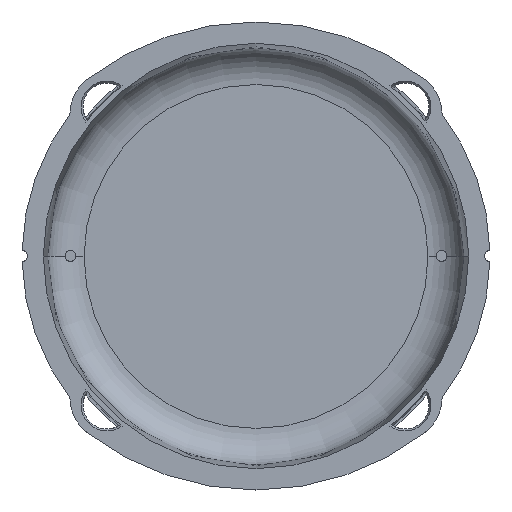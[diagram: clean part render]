
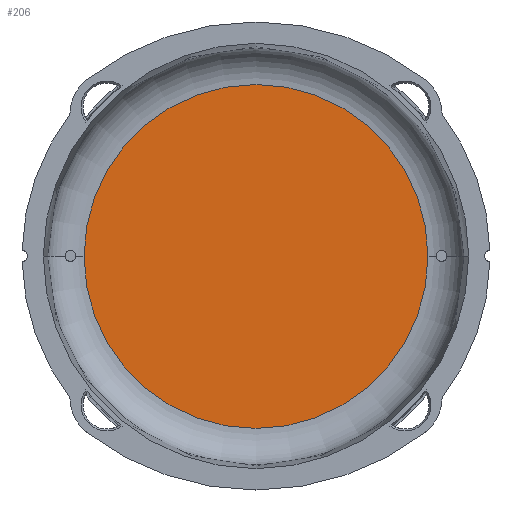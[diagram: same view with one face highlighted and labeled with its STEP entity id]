
A CAD part, top view. The second image highlights one B-rep face of the part: STEP entity #206.
In plain terms, the highlighted planar face has unit normal (0, 0, 1).
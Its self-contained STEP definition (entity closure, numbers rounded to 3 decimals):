
#186=AXIS2_PLACEMENT_3D('Plane Axis2P3D',#183,#184,#185) ;
#190=AXIS2_PLACEMENT_3D('Circle Axis2P3D',#188,#189,$) ;
#199=AXIS2_PLACEMENT_3D('Circle Axis2P3D',#197,#198,$) ;
#183=CARTESIAN_POINT('Axis2P3D Location',(0.,0.,-47.8)) ;
#188=CARTESIAN_POINT('Axis2P3D Location',(0.,0.,-47.8)) ;
#192=CARTESIAN_POINT('Vertex',(-30.578,0.,-47.8)) ;
#194=CARTESIAN_POINT('Vertex',(30.578,0.,-47.8)) ;
#197=CARTESIAN_POINT('Axis2P3D Location',(0.,0.,-47.8)) ;
#184=DIRECTION('Axis2P3D Direction',(0.,0.,1.)) ;
#185=DIRECTION('Axis2P3D XDirection',(1.,0.,0.)) ;
#189=DIRECTION('Axis2P3D Direction',(0.,0.,1.)) ;
#198=DIRECTION('Axis2P3D Direction',(0.,0.,1.)) ;
#203=ORIENTED_EDGE('',*,*,#196,.F.) ;
#204=ORIENTED_EDGE('',*,*,#201,.F.) ;
#206=ADVANCED_FACE('EG00760',(#205),#187,.T.) ;
#191=CIRCLE('generated circle',#190,30.578) ;
#200=CIRCLE('generated circle',#199,30.578) ;
#196=EDGE_CURVE('',#193,#195,#191,.F.) ;
#201=EDGE_CURVE('',#195,#193,#200,.F.) ;
#202=EDGE_LOOP('',(#203,#204)) ;
#205=FACE_OUTER_BOUND('',#202,.T.) ;
#187=PLANE('',#186) ;
#193=VERTEX_POINT('',#192) ;
#195=VERTEX_POINT('',#194) ;
